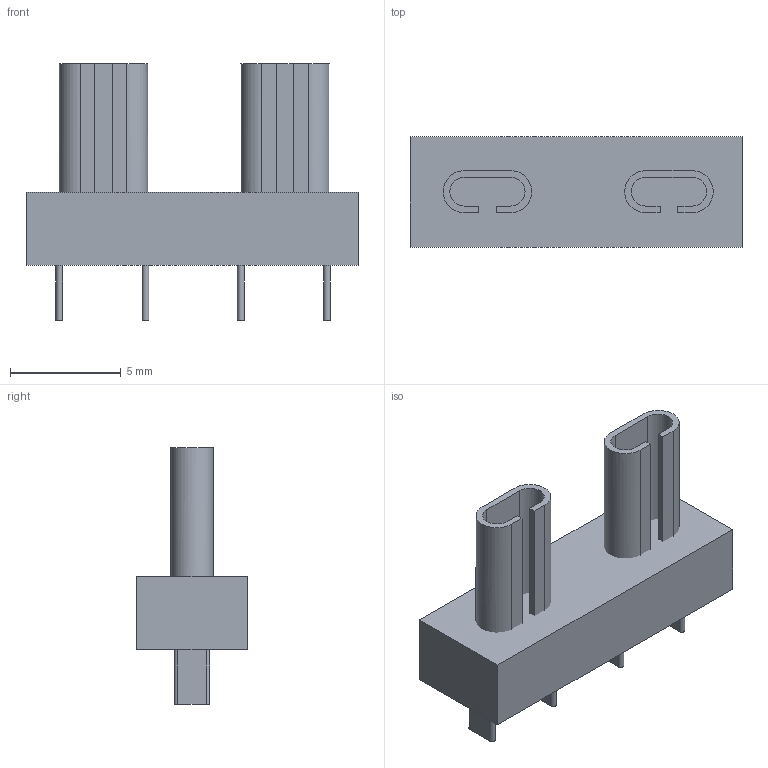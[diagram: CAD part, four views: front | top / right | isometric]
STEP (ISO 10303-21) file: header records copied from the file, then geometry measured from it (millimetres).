
FILE_DESCRIPTION(('FreeCAD Model'),'2;1');
FILE_NAME('Open CASCADE Shape Model','2024-12-28T11:03:28',(''),(''), 'Open CASCADE STEP processor 7.8','FreeCAD','Unknown');
FILE_SCHEMA(('AUTOMOTIVE_DESIGN { 1 0 10303 214 1 1 1 1 }'));
Length unit declared in the file: millimetre
Products named in the file (4): fuseholder-automotive-mini; fuse-socket; Array; contact
Assembly tree (4 placements, depth 3):
  fuseholder-automotive-mini
    fuse-socket
    Array
      contact  x2
Bounding box: 15 x 5 x 11.6 mm (x, y, z)
Volume: 297.8 mm3; surface area: 645.5 mm2
Topology: 3 solids, 3 shells, 58 faces, 148 edges, 96 vertices
Faces by surface type: plane 42, cylinder 16
Entity records: 1045 total; most frequent: DIRECTION 174, CARTESIAN_POINT 169, ORIENTED_EDGE 160, EDGE_CURVE 80, LINE 60, VECTOR 60, AXIS2_PLACEMENT_3D 57, VERTEX_POINT 52
